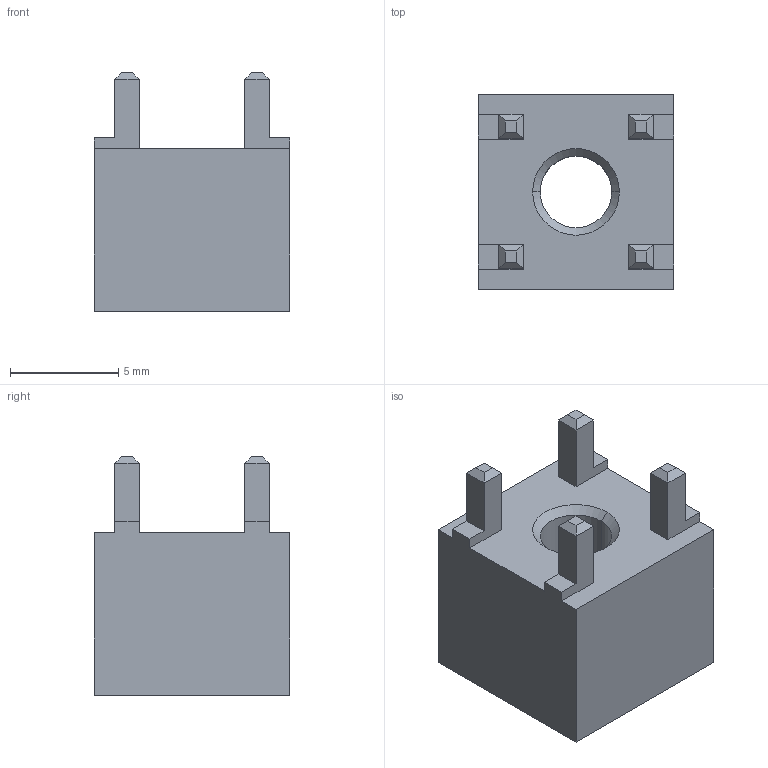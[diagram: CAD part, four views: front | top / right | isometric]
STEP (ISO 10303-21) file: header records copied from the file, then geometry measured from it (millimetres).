
FILE_DESCRIPTION (( 'STEP AP203' ), '1' );
FILE_NAME ('K99654-E01.STEP', '2021-09-10T08:51:48', ( '' ), ( '' ), 'SwSTEP 2.0', 'SolidWorks 2018', '' );
FILE_SCHEMA (( 'CONFIG_CONTROL_DESIGN' ));
Length unit declared in the file: millimetre
Products named in the file (1): K99654-E01
Bounding box: 9 x 9 x 11 mm (x, y, z)
Volume: 561.3 mm3; surface area: 552 mm2
Topology: 1 solids, 1 shells, 52 faces, 130 edges, 80 vertices
Faces by surface type: plane 46, cone 4, cylinder 2
Entity records: 1583 total; most frequent: CARTESIAN_POINT 263, ORIENTED_EDGE 260, DIRECTION 244, EDGE_CURVE 130, LINE 122, VECTOR 122, VERTEX_POINT 80, AXIS2_PLACEMENT_3D 61
